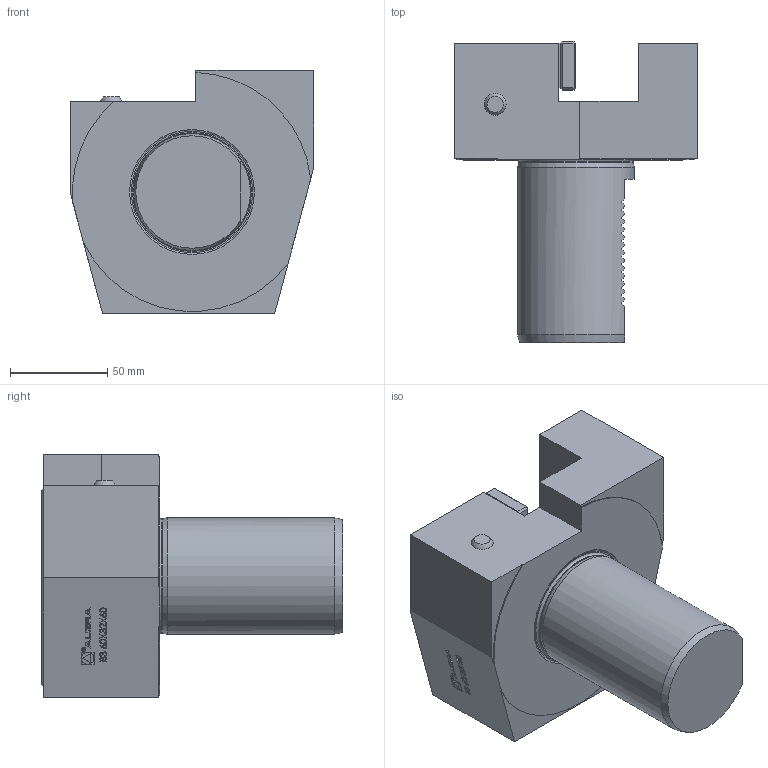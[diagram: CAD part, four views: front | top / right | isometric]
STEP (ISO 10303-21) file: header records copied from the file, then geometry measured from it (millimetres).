
FILE_DESCRIPTION (( 'STEP AP214' ), '1' );
FILE_NAME ('B360X32X60.STEP', '2025-07-14T05:36:58', ( '' ), ( '' ), 'SwSTEP 2.0', 'SolidWorks 2023', '' );
FILE_SCHEMA (( 'AUTOMOTIVE_DESIGN' ));
Length unit declared in the file: millimetre
Products named in the file (1): B360X32X60
Bounding box: 125 x 155 x 125 mm (x, y, z)
Volume: 927588.7 mm3; surface area: 79557.3 mm2
Topology: 1 solids, 1 shells, 381 faces, 1003 edges, 659 vertices
Faces by surface type: plane 246, bspline 84, cylinder 45, torus 3, cone 2, sphere 1
Full cylindrical faces by diameter (mm): 1.7 x1, 2.1 x1, 6.366 x1, 58.7 x1, 60 x1
Entity records: 19353 total; most frequent: CARTESIAN_POINT 7933, ORIENTED_EDGE 1984, DIRECTION 1404, EDGE_CURVE 992, LINE 668, VECTOR 668, VERTEX_POINT 657, EDGE_LOOP 425
